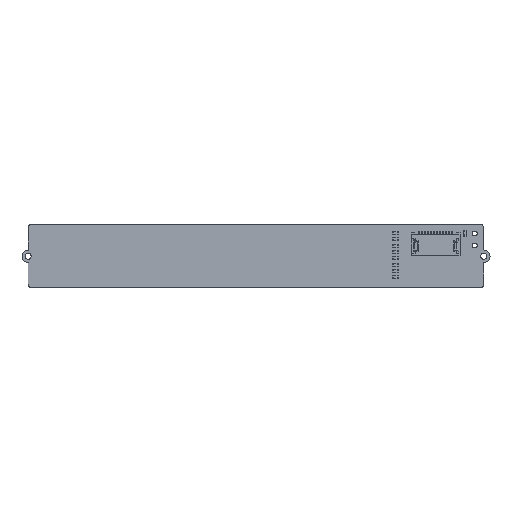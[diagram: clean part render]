
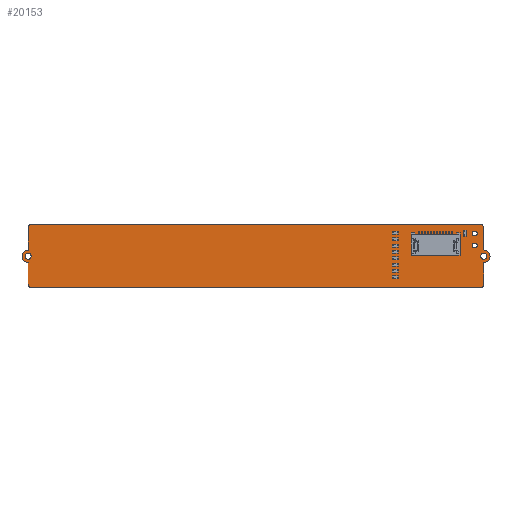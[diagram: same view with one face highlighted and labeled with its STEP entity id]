
A CAD part, top view. The second image highlights one B-rep face of the part: STEP entity #20153.
In plain terms, the highlighted planar face has unit normal (0, 0, 1).
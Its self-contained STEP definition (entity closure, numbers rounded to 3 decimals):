
#19918 = VERTEX_POINT('',#19919);
#19919 = CARTESIAN_POINT('',(202.809,-80.433,1.2));
#19925 = EDGE_CURVE('',#19918,#19926,#19928,.T.);
#19926 = VERTEX_POINT('',#19927);
#19927 = CARTESIAN_POINT('',(203.309,-80.93,1.2));
#19928 = CIRCLE('',#19929,0.5);
#19929 = AXIS2_PLACEMENT_3D('',#19930,#19931,#19932);
#19930 = CARTESIAN_POINT('',(202.809,-80.933,1.2));
#19931 = DIRECTION('',(0.,0.,-1.));
#19932 = DIRECTION('',(0.,1.,0.));
#19960 = VERTEX_POINT('',#19961);
#19961 = CARTESIAN_POINT('',(127.825,-80.433,1.2));
#19967 = EDGE_CURVE('',#19960,#19918,#19968,.T.);
#19968 = LINE('',#19969,#19970);
#19969 = CARTESIAN_POINT('',(127.825,-80.433,1.2));
#19970 = VECTOR('',#19971,1.);
#19971 = DIRECTION('',(1.,0.,0.));
#19989 = EDGE_CURVE('',#19926,#19990,#19992,.T.);
#19990 = VERTEX_POINT('',#19991);
#19991 = CARTESIAN_POINT('',(203.309,-84.676,1.2));
#19992 = LINE('',#19993,#19994);
#19993 = CARTESIAN_POINT('',(203.309,-80.93,1.2));
#19994 = VECTOR('',#19995,1.);
#19995 = DIRECTION('',(0.,-1.,0.));
#20153 = ADVANCED_FACE('',(#20154,#20242,#20253,#20264,#20275),#20286,
  .T.);
#20154 = FACE_BOUND('',#20155,.T.);
#20155 = EDGE_LOOP('',(#20156,#20157,#20158,#20167,#20175,#20184,#20192,
    #20200,#20209,#20217,#20226,#20234,#20241));
#20156 = ORIENTED_EDGE('',*,*,#19925,.F.);
#20157 = ORIENTED_EDGE('',*,*,#19967,.F.);
#20158 = ORIENTED_EDGE('',*,*,#20159,.F.);
#20159 = EDGE_CURVE('',#20160,#19960,#20162,.T.);
#20160 = VERTEX_POINT('',#20161);
#20161 = CARTESIAN_POINT('',(127.334,-80.933,1.2));
#20162 = CIRCLE('',#20163,0.5);
#20163 = AXIS2_PLACEMENT_3D('',#20164,#20165,#20166);
#20164 = CARTESIAN_POINT('',(127.834,-80.933,1.2));
#20165 = DIRECTION('',(0.,0.,-1.));
#20166 = DIRECTION('',(-1.,0.,0.));
#20167 = ORIENTED_EDGE('',*,*,#20168,.F.);
#20168 = EDGE_CURVE('',#20169,#20160,#20171,.T.);
#20169 = VERTEX_POINT('',#20170);
#20170 = CARTESIAN_POINT('',(127.334,-84.733,1.2));
#20171 = LINE('',#20172,#20173);
#20172 = CARTESIAN_POINT('',(127.334,-84.733,1.2));
#20173 = VECTOR('',#20174,1.);
#20174 = DIRECTION('',(0.,1.,0.));
#20175 = ORIENTED_EDGE('',*,*,#20176,.F.);
#20176 = EDGE_CURVE('',#20177,#20169,#20179,.T.);
#20177 = VERTEX_POINT('',#20178);
#20178 = CARTESIAN_POINT('',(127.309,-86.783,1.2));
#20179 = CIRCLE('',#20180,1.025);
#20180 = AXIS2_PLACEMENT_3D('',#20181,#20182,#20183);
#20181 = CARTESIAN_POINT('',(127.309,-85.758,1.2));
#20182 = DIRECTION('',(0.,0.,-1.));
#20183 = DIRECTION('',(0.,-1.,-0.));
#20184 = ORIENTED_EDGE('',*,*,#20185,.F.);
#20185 = EDGE_CURVE('',#20186,#20177,#20188,.T.);
#20186 = VERTEX_POINT('',#20187);
#20187 = CARTESIAN_POINT('',(127.309,-90.433,1.2));
#20188 = LINE('',#20189,#20190);
#20189 = CARTESIAN_POINT('',(127.309,-90.433,1.2));
#20190 = VECTOR('',#20191,1.);
#20191 = DIRECTION('',(0.,1.,0.));
#20192 = ORIENTED_EDGE('',*,*,#20193,.F.);
#20193 = EDGE_CURVE('',#20194,#20186,#20196,.T.);
#20194 = VERTEX_POINT('',#20195);
#20195 = CARTESIAN_POINT('',(127.309,-90.433,1.2));
#20196 = LINE('',#20197,#20198);
#20197 = CARTESIAN_POINT('',(127.309,-90.433,1.2));
#20198 = VECTOR('',#20199,1.);
#20199 = DIRECTION('',(-1.,0.,0.));
#20200 = ORIENTED_EDGE('',*,*,#20201,.F.);
#20201 = EDGE_CURVE('',#20202,#20194,#20204,.T.);
#20202 = VERTEX_POINT('',#20203);
#20203 = CARTESIAN_POINT('',(127.809,-90.933,1.2));
#20204 = CIRCLE('',#20205,0.5);
#20205 = AXIS2_PLACEMENT_3D('',#20206,#20207,#20208);
#20206 = CARTESIAN_POINT('',(127.809,-90.433,1.2));
#20207 = DIRECTION('',(0.,0.,-1.));
#20208 = DIRECTION('',(0.,-1.,-0.));
#20209 = ORIENTED_EDGE('',*,*,#20210,.F.);
#20210 = EDGE_CURVE('',#20211,#20202,#20213,.T.);
#20211 = VERTEX_POINT('',#20212);
#20212 = CARTESIAN_POINT('',(202.809,-90.933,1.2));
#20213 = LINE('',#20214,#20215);
#20214 = CARTESIAN_POINT('',(202.809,-90.933,1.2));
#20215 = VECTOR('',#20216,1.);
#20216 = DIRECTION('',(-1.,0.,0.));
#20217 = ORIENTED_EDGE('',*,*,#20218,.F.);
#20218 = EDGE_CURVE('',#20219,#20211,#20221,.T.);
#20219 = VERTEX_POINT('',#20220);
#20220 = CARTESIAN_POINT('',(203.309,-90.433,1.2));
#20221 = CIRCLE('',#20222,0.5);
#20222 = AXIS2_PLACEMENT_3D('',#20223,#20224,#20225);
#20223 = CARTESIAN_POINT('',(202.809,-90.433,1.2));
#20224 = DIRECTION('',(0.,0.,-1.));
#20225 = DIRECTION('',(1.,0.,0.));
#20226 = ORIENTED_EDGE('',*,*,#20227,.F.);
#20227 = EDGE_CURVE('',#20228,#20219,#20230,.T.);
#20228 = VERTEX_POINT('',#20229);
#20229 = CARTESIAN_POINT('',(203.309,-86.776,1.2));
#20230 = LINE('',#20231,#20232);
#20231 = CARTESIAN_POINT('',(203.309,-86.776,1.2));
#20232 = VECTOR('',#20233,1.);
#20233 = DIRECTION('',(0.,-1.,0.));
#20234 = ORIENTED_EDGE('',*,*,#20235,.F.);
#20235 = EDGE_CURVE('',#19990,#20228,#20236,.T.);
#20236 = CIRCLE('',#20237,1.05);
#20237 = AXIS2_PLACEMENT_3D('',#20238,#20239,#20240);
#20238 = CARTESIAN_POINT('',(203.309,-85.726,1.2));
#20239 = DIRECTION('',(0.,0.,-1.));
#20240 = DIRECTION('',(0.,1.,0.));
#20241 = ORIENTED_EDGE('',*,*,#19989,.F.);
#20242 = FACE_BOUND('',#20243,.T.);
#20243 = EDGE_LOOP('',(#20244));
#20244 = ORIENTED_EDGE('',*,*,#20245,.T.);
#20245 = EDGE_CURVE('',#20246,#20246,#20248,.T.);
#20246 = VERTEX_POINT('',#20247);
#20247 = CARTESIAN_POINT('',(127.309,-86.221,1.2));
#20248 = CIRCLE('',#20249,0.5);
#20249 = AXIS2_PLACEMENT_3D('',#20250,#20251,#20252);
#20250 = CARTESIAN_POINT('',(127.309,-85.721,1.2));
#20251 = DIRECTION('',(-0.,0.,-1.));
#20252 = DIRECTION('',(-0.,-1.,0.));
#20253 = FACE_BOUND('',#20254,.T.);
#20254 = EDGE_LOOP('',(#20255));
#20255 = ORIENTED_EDGE('',*,*,#20256,.T.);
#20256 = EDGE_CURVE('',#20257,#20257,#20259,.T.);
#20257 = VERTEX_POINT('',#20258);
#20258 = CARTESIAN_POINT('',(203.315,-86.226,1.2));
#20259 = CIRCLE('',#20260,0.5);
#20260 = AXIS2_PLACEMENT_3D('',#20261,#20262,#20263);
#20261 = CARTESIAN_POINT('',(203.315,-85.726,1.2));
#20262 = DIRECTION('',(-0.,0.,-1.));
#20263 = DIRECTION('',(-0.,-1.,0.));
#20264 = FACE_BOUND('',#20265,.T.);
#20265 = EDGE_LOOP('',(#20266));
#20266 = ORIENTED_EDGE('',*,*,#20267,.T.);
#20267 = EDGE_CURVE('',#20268,#20268,#20270,.T.);
#20268 = VERTEX_POINT('',#20269);
#20269 = CARTESIAN_POINT('',(201.826,-84.336,1.2));
#20270 = CIRCLE('',#20271,0.4);
#20271 = AXIS2_PLACEMENT_3D('',#20272,#20273,#20274);
#20272 = CARTESIAN_POINT('',(201.826,-83.936,1.2));
#20273 = DIRECTION('',(-0.,0.,-1.));
#20274 = DIRECTION('',(-0.,-1.,0.));
#20275 = FACE_BOUND('',#20276,.T.);
#20276 = EDGE_LOOP('',(#20277));
#20277 = ORIENTED_EDGE('',*,*,#20278,.T.);
#20278 = EDGE_CURVE('',#20279,#20279,#20281,.T.);
#20279 = VERTEX_POINT('',#20280);
#20280 = CARTESIAN_POINT('',(201.826,-82.336,1.2));
#20281 = CIRCLE('',#20282,0.4);
#20282 = AXIS2_PLACEMENT_3D('',#20283,#20284,#20285);
#20283 = CARTESIAN_POINT('',(201.826,-81.936,1.2));
#20284 = DIRECTION('',(-0.,0.,-1.));
#20285 = DIRECTION('',(-0.,-1.,0.));
#20286 = PLANE('',#20287);
#20287 = AXIS2_PLACEMENT_3D('',#20288,#20289,#20290);
#20288 = CARTESIAN_POINT('',(0.,0.,1.2));
#20289 = DIRECTION('',(0.,0.,1.));
#20290 = DIRECTION('',(1.,0.,-0.));
